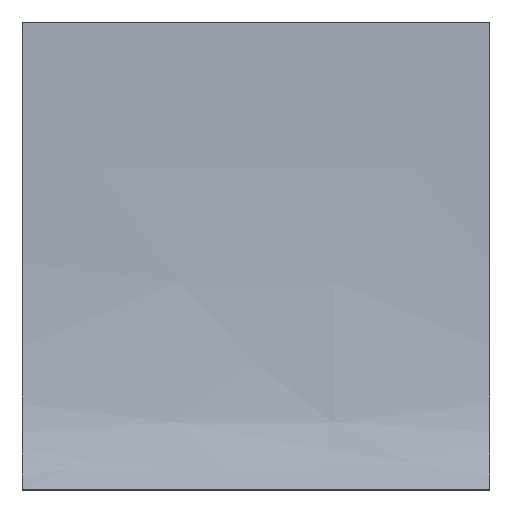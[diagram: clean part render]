
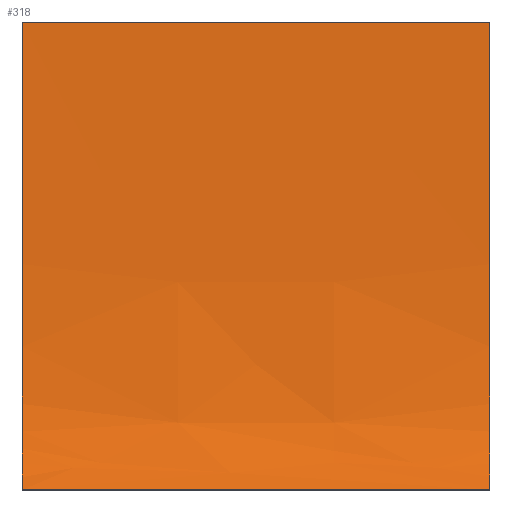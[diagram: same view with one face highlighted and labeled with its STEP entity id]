
A CAD part, left-side view. The second image highlights one B-rep face of the part: STEP entity #318.
In plain terms, the highlighted face is a extrusion surface.
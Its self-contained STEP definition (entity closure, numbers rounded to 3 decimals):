
#318=ADVANCED_FACE('',(#519),#521,.T.);
#519=FACE_BOUND('',#520,.T.);
#520=EDGE_LOOP('',(#640,#641,#642,#643));
#521=SURFACE_OF_LINEAR_EXTRUSION('',#522,#523);
#522=B_SPLINE_CURVE_WITH_KNOTS('',3,
(#644,#645,#646,#647),
.UNSPECIFIED.,.F.,.F.,
(4,4),
(0.,1.),
.UNSPECIFIED.);
#523=VECTOR('',#524,1.25);
#524=DIRECTION('',(0.,1.,0.));
#640=ORIENTED_EDGE('',*,*,#705,.T.);
#641=ORIENTED_EDGE('',*,*,#706,.T.);
#642=ORIENTED_EDGE('',*,*,#707,.F.);
#643=ORIENTED_EDGE('',*,*,#701,.F.);
#644=CARTESIAN_POINT('',(-1.23,-0.625,0.));
#645=CARTESIAN_POINT('',(-1.061,-0.625,0.123));
#646=CARTESIAN_POINT('',(-1.05,-0.625,0.355));
#647=CARTESIAN_POINT('',(-1.,-0.625,1.25));
#701=EDGE_CURVE('',#785,#787,#788,.T.);
#705=EDGE_CURVE('',#785,#792,#794,.T.);
#706=EDGE_CURVE('',#792,#795,#796,.T.);
#707=EDGE_CURVE('',#787,#795,#797,.T.);
#785=VERTEX_POINT('',#967);
#787=VERTEX_POINT('',#971);
#788=LINE('',#972,#973);
#792=VERTEX_POINT('',#982);
#794=B_SPLINE_CURVE_WITH_KNOTS('',3,
(#986,#987,#988,#989),
.UNSPECIFIED.,.F.,.F.,
(4,4),
(0.,1.),
.UNSPECIFIED.);
#795=VERTEX_POINT('',#990);
#796=LINE('',#991,#992);
#797=B_SPLINE_CURVE_WITH_KNOTS('',3,
(#994,#995,#996,#997),
.UNSPECIFIED.,.F.,.F.,
(4,4),
(0.,1.),
.UNSPECIFIED.);
#967=CARTESIAN_POINT('',(-1.23,-0.625,0.));
#971=CARTESIAN_POINT('',(-1.23,0.625,0.));
#972=CARTESIAN_POINT('',(-1.23,-0.625,0.));
#973=VECTOR('',#974,1.);
#974=DIRECTION('',(0.,1.,0.));
#982=CARTESIAN_POINT('',(-1.,-0.625,1.25));
#986=CARTESIAN_POINT('',(-1.23,-0.625,0.));
#987=CARTESIAN_POINT('',(-1.061,-0.625,0.123));
#988=CARTESIAN_POINT('',(-1.05,-0.625,0.355));
#989=CARTESIAN_POINT('',(-1.,-0.625,1.25));
#990=CARTESIAN_POINT('',(-1.,0.625,1.25));
#991=CARTESIAN_POINT('',(-1.,-0.625,1.25));
#992=VECTOR('',#993,1.);
#993=DIRECTION('',(0.,1.,0.));
#994=CARTESIAN_POINT('',(-1.23,0.625,0.));
#995=CARTESIAN_POINT('',(-1.061,0.625,0.123));
#996=CARTESIAN_POINT('',(-1.05,0.625,0.355));
#997=CARTESIAN_POINT('',(-1.,0.625,1.25));
